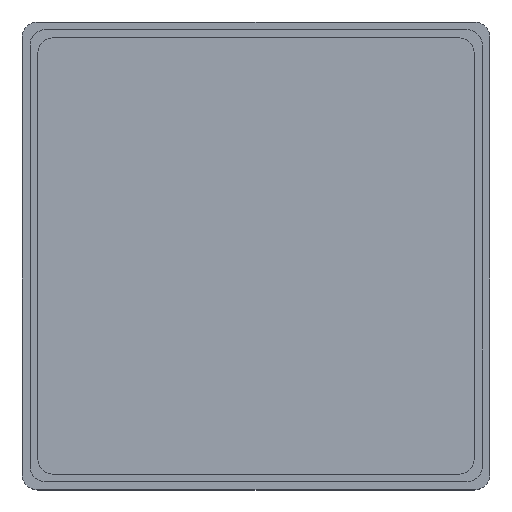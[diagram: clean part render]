
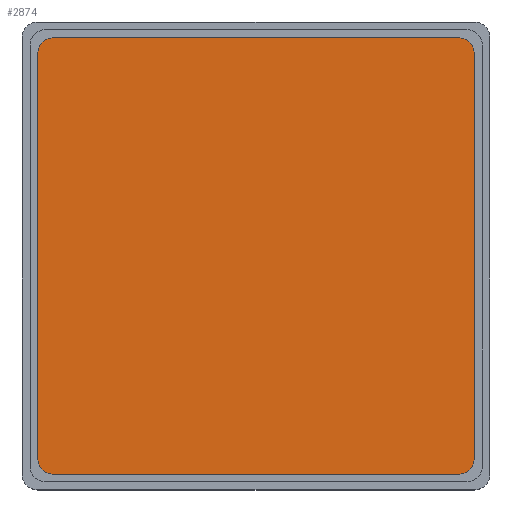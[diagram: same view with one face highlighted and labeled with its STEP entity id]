
A CAD part, top view. The second image highlights one B-rep face of the part: STEP entity #2874.
In plain terms, the highlighted planar face has unit normal (0, 0, 1).
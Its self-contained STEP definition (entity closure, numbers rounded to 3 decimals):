
#1411 = PLANE('',#1412);
#1412 = AXIS2_PLACEMENT_3D('',#1413,#1414,#1415);
#1413 = CARTESIAN_POINT('',(-27.982,-27.982,0.));
#1414 = DIRECTION('',(1.,0.,0.));
#1415 = DIRECTION('',(0.,1.,0.));
#1444 = CYLINDRICAL_SURFACE('',#1445,2.);
#1445 = AXIS2_PLACEMENT_3D('',#1446,#1447,#1448);
#1446 = CARTESIAN_POINT('',(-25.982,25.982,0.));
#1447 = DIRECTION('',(0.,0.,-1.));
#1448 = DIRECTION('',(-1.,0.,0.));
#1472 = PLANE('',#1473);
#1473 = AXIS2_PLACEMENT_3D('',#1474,#1475,#1476);
#1474 = CARTESIAN_POINT('',(-27.982,27.982,0.));
#1475 = DIRECTION('',(0.,-1.,0.));
#1476 = DIRECTION('',(1.,0.,0.));
#1501 = CYLINDRICAL_SURFACE('',#1502,2.);
#1502 = AXIS2_PLACEMENT_3D('',#1503,#1504,#1505);
#1503 = CARTESIAN_POINT('',(25.982,25.982,0.));
#1504 = DIRECTION('',(0.,0.,-1.));
#1505 = DIRECTION('',(1.,0.,0.));
#1529 = PLANE('',#1530);
#1530 = AXIS2_PLACEMENT_3D('',#1531,#1532,#1533);
#1531 = CARTESIAN_POINT('',(27.982,27.982,0.));
#1532 = DIRECTION('',(-1.,0.,0.));
#1533 = DIRECTION('',(0.,-1.,0.));
#1558 = CYLINDRICAL_SURFACE('',#1559,2.);
#1559 = AXIS2_PLACEMENT_3D('',#1560,#1561,#1562);
#1560 = CARTESIAN_POINT('',(25.982,-25.982,0.));
#1561 = DIRECTION('',(0.,0.,-1.));
#1562 = DIRECTION('',(0.,-1.,0.));
#1586 = PLANE('',#1587);
#1587 = AXIS2_PLACEMENT_3D('',#1588,#1589,#1590);
#1588 = CARTESIAN_POINT('',(27.982,-27.982,0.));
#1589 = DIRECTION('',(0.,1.,0.));
#1590 = DIRECTION('',(-1.,0.,0.));
#1613 = CYLINDRICAL_SURFACE('',#1614,2.);
#1614 = AXIS2_PLACEMENT_3D('',#1615,#1616,#1617);
#1615 = CARTESIAN_POINT('',(-25.982,-25.982,0.));
#1616 = DIRECTION('',(0.,0.,-1.));
#1617 = DIRECTION('',(-1.,0.,0.));
#2070 = VERTEX_POINT('',#2071);
#2071 = CARTESIAN_POINT('',(-27.982,-25.982,-4.5));
#2092 = EDGE_CURVE('',#2070,#2093,#2095,.T.);
#2093 = VERTEX_POINT('',#2094);
#2094 = CARTESIAN_POINT('',(-27.982,25.982,-4.5));
#2095 = SURFACE_CURVE('',#2096,(#2100,#2107),.PCURVE_S1.);
#2096 = LINE('',#2097,#2098);
#2097 = CARTESIAN_POINT('',(-27.982,-27.982,-4.5));
#2098 = VECTOR('',#2099,1.);
#2099 = DIRECTION('',(0.,1.,0.));
#2100 = PCURVE('',#1411,#2101);
#2101 = DEFINITIONAL_REPRESENTATION('',(#2102),#2106);
#2102 = LINE('',#2103,#2104);
#2103 = CARTESIAN_POINT('',(0.,-4.5));
#2104 = VECTOR('',#2105,1.);
#2105 = DIRECTION('',(1.,0.));
#2106 = ( GEOMETRIC_REPRESENTATION_CONTEXT(2) 
PARAMETRIC_REPRESENTATION_CONTEXT() REPRESENTATION_CONTEXT('2D SPACE',''
  ) );
#2107 = PCURVE('',#2108,#2113);
#2108 = PLANE('',#2109);
#2109 = AXIS2_PLACEMENT_3D('',#2110,#2111,#2112);
#2110 = CARTESIAN_POINT('',(-27.982,27.982,-4.5));
#2111 = DIRECTION('',(0.,0.,1.));
#2112 = DIRECTION('',(1.,0.,0.));
#2113 = DEFINITIONAL_REPRESENTATION('',(#2114),#2118);
#2114 = LINE('',#2115,#2116);
#2115 = CARTESIAN_POINT('',(0.,-55.963));
#2116 = VECTOR('',#2117,1.);
#2117 = DIRECTION('',(0.,1.));
#2118 = ( GEOMETRIC_REPRESENTATION_CONTEXT(2) 
PARAMETRIC_REPRESENTATION_CONTEXT() REPRESENTATION_CONTEXT('2D SPACE',''
  ) );
#2146 = VERTEX_POINT('',#2147);
#2147 = CARTESIAN_POINT('',(-25.982,-27.982,-4.5));
#2168 = EDGE_CURVE('',#2070,#2146,#2169,.T.);
#2169 = SURFACE_CURVE('',#2170,(#2175,#2182),.PCURVE_S1.);
#2170 = CIRCLE('',#2171,2.);
#2171 = AXIS2_PLACEMENT_3D('',#2172,#2173,#2174);
#2172 = CARTESIAN_POINT('',(-25.982,-25.982,-4.5));
#2173 = DIRECTION('',(0.,0.,1.));
#2174 = DIRECTION('',(0.,1.,0.));
#2175 = PCURVE('',#1613,#2176);
#2176 = DEFINITIONAL_REPRESENTATION('',(#2177),#2181);
#2177 = LINE('',#2178,#2179);
#2178 = CARTESIAN_POINT('',(1.571,4.5));
#2179 = VECTOR('',#2180,1.);
#2180 = DIRECTION('',(-1.,0.));
#2181 = ( GEOMETRIC_REPRESENTATION_CONTEXT(2) 
PARAMETRIC_REPRESENTATION_CONTEXT() REPRESENTATION_CONTEXT('2D SPACE',''
  ) );
#2182 = PCURVE('',#2108,#2183);
#2183 = DEFINITIONAL_REPRESENTATION('',(#2184),#2188);
#2184 = CIRCLE('',#2185,2.);
#2185 = AXIS2_PLACEMENT_2D('',#2186,#2187);
#2186 = CARTESIAN_POINT('',(2.,-53.963));
#2187 = DIRECTION('',(0.,1.));
#2188 = ( GEOMETRIC_REPRESENTATION_CONTEXT(2) 
PARAMETRIC_REPRESENTATION_CONTEXT() REPRESENTATION_CONTEXT('2D SPACE',''
  ) );
#2196 = VERTEX_POINT('',#2197);
#2197 = CARTESIAN_POINT('',(-25.982,27.982,-4.5));
#2218 = EDGE_CURVE('',#2093,#2196,#2219,.T.);
#2219 = SURFACE_CURVE('',#2220,(#2225,#2232),.PCURVE_S1.);
#2220 = CIRCLE('',#2221,2.);
#2221 = AXIS2_PLACEMENT_3D('',#2222,#2223,#2224);
#2222 = CARTESIAN_POINT('',(-25.982,25.982,-4.5));
#2223 = DIRECTION('',(0.,0.,-1.));
#2224 = DIRECTION('',(0.,1.,0.));
#2225 = PCURVE('',#1444,#2226);
#2226 = DEFINITIONAL_REPRESENTATION('',(#2227),#2231);
#2227 = LINE('',#2228,#2229);
#2228 = CARTESIAN_POINT('',(-4.712,4.5));
#2229 = VECTOR('',#2230,1.);
#2230 = DIRECTION('',(1.,0.));
#2231 = ( GEOMETRIC_REPRESENTATION_CONTEXT(2) 
PARAMETRIC_REPRESENTATION_CONTEXT() REPRESENTATION_CONTEXT('2D SPACE',''
  ) );
#2232 = PCURVE('',#2108,#2233);
#2233 = DEFINITIONAL_REPRESENTATION('',(#2234),#2242);
#2234 = ( BOUNDED_CURVE() B_SPLINE_CURVE(2,(#2235,#2236,#2237,#2238,
#2239,#2240,#2241),.UNSPECIFIED.,.F.,.F.) B_SPLINE_CURVE_WITH_KNOTS((1,2
    ,2,2,2,1),(-2.094,0.,2.094,4.189,
6.283,8.378),.UNSPECIFIED.) CURVE() 
GEOMETRIC_REPRESENTATION_ITEM() RATIONAL_B_SPLINE_CURVE((1.,0.5,1.,0.5,
1.,0.5,1.)) REPRESENTATION_ITEM('') );
#2235 = CARTESIAN_POINT('',(2.,0.));
#2236 = CARTESIAN_POINT('',(5.464,0.));
#2237 = CARTESIAN_POINT('',(3.732,-3.));
#2238 = CARTESIAN_POINT('',(2.,-6.));
#2239 = CARTESIAN_POINT('',(0.268,-3.));
#2240 = CARTESIAN_POINT('',(-1.464,0.));
#2241 = CARTESIAN_POINT('',(2.,0.));
#2242 = ( GEOMETRIC_REPRESENTATION_CONTEXT(2) 
PARAMETRIC_REPRESENTATION_CONTEXT() REPRESENTATION_CONTEXT('2D SPACE',''
  ) );
#2250 = VERTEX_POINT('',#2251);
#2251 = CARTESIAN_POINT('',(25.982,-27.982,-4.5));
#2272 = EDGE_CURVE('',#2250,#2146,#2273,.T.);
#2273 = SURFACE_CURVE('',#2274,(#2278,#2285),.PCURVE_S1.);
#2274 = LINE('',#2275,#2276);
#2275 = CARTESIAN_POINT('',(27.982,-27.982,-4.5));
#2276 = VECTOR('',#2277,1.);
#2277 = DIRECTION('',(-1.,0.,0.));
#2278 = PCURVE('',#1586,#2279);
#2279 = DEFINITIONAL_REPRESENTATION('',(#2280),#2284);
#2280 = LINE('',#2281,#2282);
#2281 = CARTESIAN_POINT('',(0.,-4.5));
#2282 = VECTOR('',#2283,1.);
#2283 = DIRECTION('',(1.,0.));
#2284 = ( GEOMETRIC_REPRESENTATION_CONTEXT(2) 
PARAMETRIC_REPRESENTATION_CONTEXT() REPRESENTATION_CONTEXT('2D SPACE',''
  ) );
#2285 = PCURVE('',#2108,#2286);
#2286 = DEFINITIONAL_REPRESENTATION('',(#2287),#2291);
#2287 = LINE('',#2288,#2289);
#2288 = CARTESIAN_POINT('',(55.963,-55.963));
#2289 = VECTOR('',#2290,1.);
#2290 = DIRECTION('',(-1.,0.));
#2291 = ( GEOMETRIC_REPRESENTATION_CONTEXT(2) 
PARAMETRIC_REPRESENTATION_CONTEXT() REPRESENTATION_CONTEXT('2D SPACE',''
  ) );
#2299 = EDGE_CURVE('',#2196,#2300,#2302,.T.);
#2300 = VERTEX_POINT('',#2301);
#2301 = CARTESIAN_POINT('',(25.982,27.982,-4.5));
#2302 = SURFACE_CURVE('',#2303,(#2307,#2314),.PCURVE_S1.);
#2303 = LINE('',#2304,#2305);
#2304 = CARTESIAN_POINT('',(-27.982,27.982,-4.5));
#2305 = VECTOR('',#2306,1.);
#2306 = DIRECTION('',(1.,0.,0.));
#2307 = PCURVE('',#1472,#2308);
#2308 = DEFINITIONAL_REPRESENTATION('',(#2309),#2313);
#2309 = LINE('',#2310,#2311);
#2310 = CARTESIAN_POINT('',(0.,-4.5));
#2311 = VECTOR('',#2312,1.);
#2312 = DIRECTION('',(1.,0.));
#2313 = ( GEOMETRIC_REPRESENTATION_CONTEXT(2) 
PARAMETRIC_REPRESENTATION_CONTEXT() REPRESENTATION_CONTEXT('2D SPACE',''
  ) );
#2314 = PCURVE('',#2108,#2315);
#2315 = DEFINITIONAL_REPRESENTATION('',(#2316),#2320);
#2316 = LINE('',#2317,#2318);
#2317 = CARTESIAN_POINT('',(0.,0.));
#2318 = VECTOR('',#2319,1.);
#2319 = DIRECTION('',(1.,0.));
#2320 = ( GEOMETRIC_REPRESENTATION_CONTEXT(2) 
PARAMETRIC_REPRESENTATION_CONTEXT() REPRESENTATION_CONTEXT('2D SPACE',''
  ) );
#2348 = VERTEX_POINT('',#2349);
#2349 = CARTESIAN_POINT('',(27.982,-25.982,-4.5));
#2370 = EDGE_CURVE('',#2250,#2348,#2371,.T.);
#2371 = SURFACE_CURVE('',#2372,(#2377,#2384),.PCURVE_S1.);
#2372 = CIRCLE('',#2373,2.);
#2373 = AXIS2_PLACEMENT_3D('',#2374,#2375,#2376);
#2374 = CARTESIAN_POINT('',(25.982,-25.982,-4.5));
#2375 = DIRECTION('',(0.,0.,1.));
#2376 = DIRECTION('',(0.,1.,0.));
#2377 = PCURVE('',#1558,#2378);
#2378 = DEFINITIONAL_REPRESENTATION('',(#2379),#2383);
#2379 = LINE('',#2380,#2381);
#2380 = CARTESIAN_POINT('',(3.142,4.5));
#2381 = VECTOR('',#2382,1.);
#2382 = DIRECTION('',(-1.,0.));
#2383 = ( GEOMETRIC_REPRESENTATION_CONTEXT(2) 
PARAMETRIC_REPRESENTATION_CONTEXT() REPRESENTATION_CONTEXT('2D SPACE',''
  ) );
#2384 = PCURVE('',#2108,#2385);
#2385 = DEFINITIONAL_REPRESENTATION('',(#2386),#2390);
#2386 = CIRCLE('',#2387,2.);
#2387 = AXIS2_PLACEMENT_2D('',#2388,#2389);
#2388 = CARTESIAN_POINT('',(53.963,-53.963));
#2389 = DIRECTION('',(0.,1.));
#2390 = ( GEOMETRIC_REPRESENTATION_CONTEXT(2) 
PARAMETRIC_REPRESENTATION_CONTEXT() REPRESENTATION_CONTEXT('2D SPACE',''
  ) );
#2398 = EDGE_CURVE('',#2399,#2300,#2401,.T.);
#2399 = VERTEX_POINT('',#2400);
#2400 = CARTESIAN_POINT('',(27.982,25.982,-4.5));
#2401 = SURFACE_CURVE('',#2402,(#2407,#2414),.PCURVE_S1.);
#2402 = CIRCLE('',#2403,2.);
#2403 = AXIS2_PLACEMENT_3D('',#2404,#2405,#2406);
#2404 = CARTESIAN_POINT('',(25.982,25.982,-4.5));
#2405 = DIRECTION('',(0.,0.,1.));
#2406 = DIRECTION('',(0.,1.,0.));
#2407 = PCURVE('',#1501,#2408);
#2408 = DEFINITIONAL_REPRESENTATION('',(#2409),#2413);
#2409 = LINE('',#2410,#2411);
#2410 = CARTESIAN_POINT('',(4.712,4.5));
#2411 = VECTOR('',#2412,1.);
#2412 = DIRECTION('',(-1.,0.));
#2413 = ( GEOMETRIC_REPRESENTATION_CONTEXT(2) 
PARAMETRIC_REPRESENTATION_CONTEXT() REPRESENTATION_CONTEXT('2D SPACE',''
  ) );
#2414 = PCURVE('',#2108,#2415);
#2415 = DEFINITIONAL_REPRESENTATION('',(#2416),#2420);
#2416 = CIRCLE('',#2417,2.);
#2417 = AXIS2_PLACEMENT_2D('',#2418,#2419);
#2418 = CARTESIAN_POINT('',(53.963,-2.));
#2419 = DIRECTION('',(0.,1.));
#2420 = ( GEOMETRIC_REPRESENTATION_CONTEXT(2) 
PARAMETRIC_REPRESENTATION_CONTEXT() REPRESENTATION_CONTEXT('2D SPACE',''
  ) );
#2448 = EDGE_CURVE('',#2399,#2348,#2449,.T.);
#2449 = SURFACE_CURVE('',#2450,(#2454,#2461),.PCURVE_S1.);
#2450 = LINE('',#2451,#2452);
#2451 = CARTESIAN_POINT('',(27.982,27.982,-4.5));
#2452 = VECTOR('',#2453,1.);
#2453 = DIRECTION('',(0.,-1.,0.));
#2454 = PCURVE('',#1529,#2455);
#2455 = DEFINITIONAL_REPRESENTATION('',(#2456),#2460);
#2456 = LINE('',#2457,#2458);
#2457 = CARTESIAN_POINT('',(0.,-4.5));
#2458 = VECTOR('',#2459,1.);
#2459 = DIRECTION('',(1.,0.));
#2460 = ( GEOMETRIC_REPRESENTATION_CONTEXT(2) 
PARAMETRIC_REPRESENTATION_CONTEXT() REPRESENTATION_CONTEXT('2D SPACE',''
  ) );
#2461 = PCURVE('',#2108,#2462);
#2462 = DEFINITIONAL_REPRESENTATION('',(#2463),#2467);
#2463 = LINE('',#2464,#2465);
#2464 = CARTESIAN_POINT('',(55.963,0.));
#2465 = VECTOR('',#2466,1.);
#2466 = DIRECTION('',(0.,-1.));
#2467 = ( GEOMETRIC_REPRESENTATION_CONTEXT(2) 
PARAMETRIC_REPRESENTATION_CONTEXT() REPRESENTATION_CONTEXT('2D SPACE',''
  ) );
#2874 = ADVANCED_FACE('',(#2875),#2108,.T.);
#2875 = FACE_BOUND('',#2876,.T.);
#2876 = EDGE_LOOP('',(#2877,#2878,#2879,#2880,#2881,#2882,#2883,#2884));
#2877 = ORIENTED_EDGE('',*,*,#2299,.F.);
#2878 = ORIENTED_EDGE('',*,*,#2218,.F.);
#2879 = ORIENTED_EDGE('',*,*,#2092,.F.);
#2880 = ORIENTED_EDGE('',*,*,#2168,.T.);
#2881 = ORIENTED_EDGE('',*,*,#2272,.F.);
#2882 = ORIENTED_EDGE('',*,*,#2370,.T.);
#2883 = ORIENTED_EDGE('',*,*,#2448,.F.);
#2884 = ORIENTED_EDGE('',*,*,#2398,.T.);
